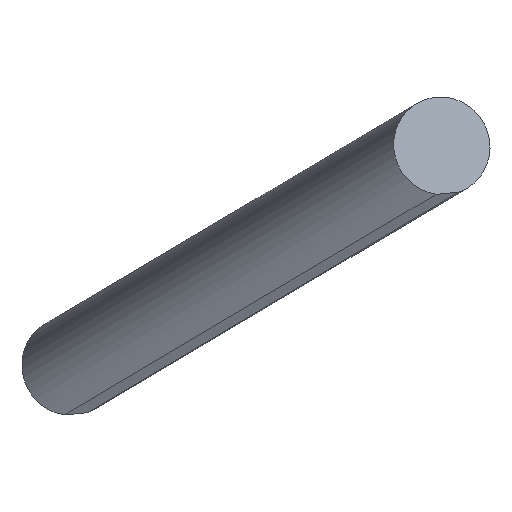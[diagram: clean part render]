
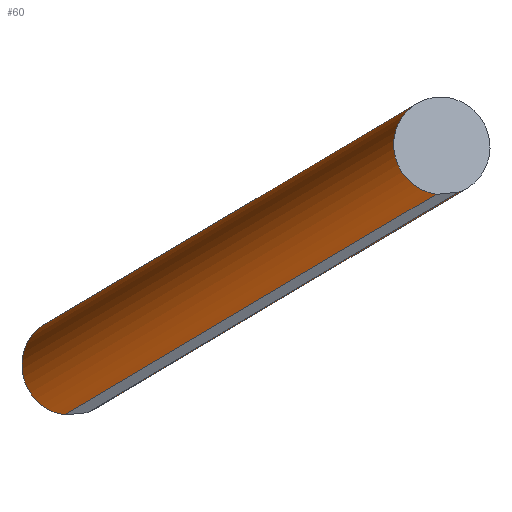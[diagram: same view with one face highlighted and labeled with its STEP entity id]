
A CAD part, left-side view. The second image highlights one B-rep face of the part: STEP entity #60.
In plain terms, the highlighted cylindrical face has radius 2.1 mm (diameter 4.2 mm), a partial arc.
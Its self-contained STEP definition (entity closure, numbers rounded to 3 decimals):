
#15=CIRCLE('',#79,2.1);
#16=CIRCLE('',#80,2.1);
#17=CYLINDRICAL_SURFACE('',#78,2.1);
#19=FACE_OUTER_BOUND('',#23,.T.);
#23=EDGE_LOOP('',(#48,#49,#50,#51));
#27=LINE('',#107,#31);
#29=LINE('',#110,#33);
#31=VECTOR('',#88,10.);
#33=VECTOR('',#90,10.);
#34=VERTEX_POINT('',#103);
#35=VERTEX_POINT('',#104);
#36=VERTEX_POINT('',#106);
#37=VERTEX_POINT('',#108);
#39=EDGE_CURVE('',#35,#36,#27,.T.);
#41=EDGE_CURVE('',#34,#37,#29,.T.);
#42=EDGE_CURVE('',#35,#34,#15,.T.);
#43=EDGE_CURVE('',#36,#37,#16,.T.);
#48=ORIENTED_EDGE('',*,*,#42,.T.);
#49=ORIENTED_EDGE('',*,*,#41,.T.);
#50=ORIENTED_EDGE('',*,*,#43,.F.);
#51=ORIENTED_EDGE('',*,*,#39,.F.);
#60=ADVANCED_FACE('',(#19),#17,.T.);
#78=AXIS2_PLACEMENT_3D('',#111,#91,#92);
#79=AXIS2_PLACEMENT_3D('',#112,#93,#94);
#80=AXIS2_PLACEMENT_3D('',#113,#95,#96);
#88=DIRECTION('',(0.967,0.218,-0.13));
#90=DIRECTION('',(0.967,0.218,-0.13));
#91=DIRECTION('center_axis',(0.967,0.218,-0.13));
#92=DIRECTION('ref_axis',(0.106,0.117,0.987));
#93=DIRECTION('center_axis',(0.967,0.218,-0.13));
#94=DIRECTION('ref_axis',(-0.22,0.975,0.));
#95=DIRECTION('center_axis',(0.967,0.218,-0.13));
#96=DIRECTION('ref_axis',(-0.22,0.975,0.));
#103=CARTESIAN_POINT('',(5.736,-54.632,48.283));
#104=CARTESIAN_POINT('',(5.505,-53.662,48.193));
#106=CARTESIAN_POINT('',(75.53,-37.848,38.81));
#107=CARTESIAN_POINT('',(5.505,-53.662,48.193));
#108=CARTESIAN_POINT('',(75.762,-38.817,38.9));
#110=CARTESIAN_POINT('',(5.736,-54.632,48.283));
#111=CARTESIAN_POINT('Origin',(5.836,-53.908,50.252));
#112=CARTESIAN_POINT('Origin',(5.836,-53.908,50.252));
#113=CARTESIAN_POINT('Origin',(75.862,-38.093,40.869));
